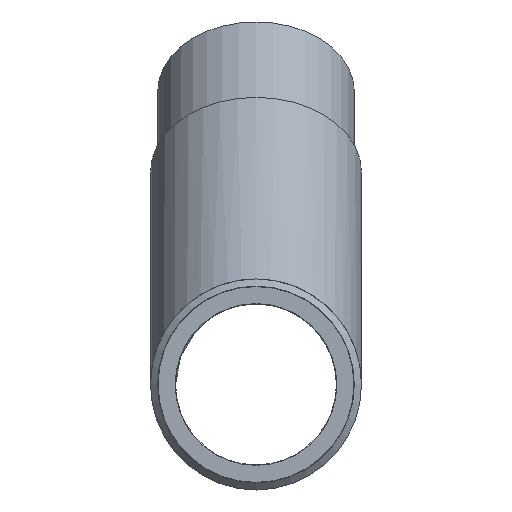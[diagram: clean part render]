
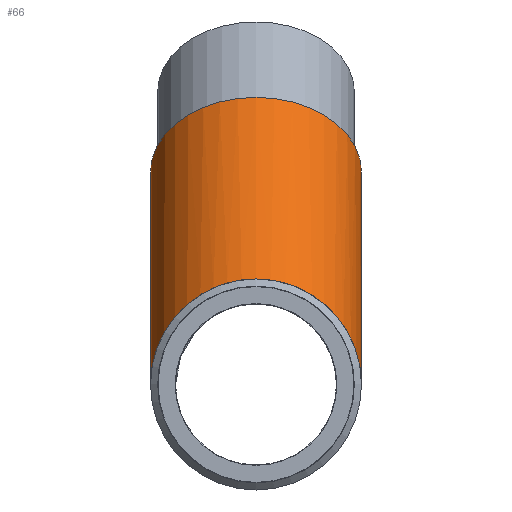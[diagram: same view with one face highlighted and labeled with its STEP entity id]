
A CAD part, left-side view. The second image highlights one B-rep face of the part: STEP entity #66.
In plain terms, the highlighted cylindrical face has radius 120.708 mm (diameter 241.416 mm), a full revolution.
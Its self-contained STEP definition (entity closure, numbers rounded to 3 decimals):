
#66 = ADVANCED_FACE( '', ( #145, #146 ), #147, .T. );
#145 = FACE_OUTER_BOUND( '', #226, .T. );
#146 = FACE_OUTER_BOUND( '', #227, .T. );
#147 = CYLINDRICAL_SURFACE( '', #228, 120.708 );
#226 = EDGE_LOOP( '', ( #327 ) );
#227 = EDGE_LOOP( '', ( #328, #329 ) );
#228 = AXIS2_PLACEMENT_3D( '', #330, #331, #332 );
#327 = ORIENTED_EDGE( '', *, *, #371, .F. );
#328 = ORIENTED_EDGE( '', *, *, #367, .T. );
#329 = ORIENTED_EDGE( '', *, *, #366, .T. );
#330 = CARTESIAN_POINT( '', ( 541.169, 0., 335.169 ) );
#331 = DIRECTION( '', ( -0.707, 0., -0.707 ) );
#332 = DIRECTION( '', ( 0.707, 0., -0.707 ) );
#366 = EDGE_CURVE( '', #406, #407, #408, .T. );
#367 = EDGE_CURVE( '', #407, #406, #409, .F. );
#371 = EDGE_CURVE( '', #415, #415, #416, .T. );
#406 = VERTEX_POINT( '', #466 );
#407 = VERTEX_POINT( '', #467 );
#408 = ELLIPSE( '', #468, 130.654, 120.708 );
#409 = ELLIPSE( '', #469, 315.426, 120.708 );
#415 = VERTEX_POINT( '', #475 );
#416 = CIRCLE( '', #476, 120.708 );
#466 = CARTESIAN_POINT( '', ( 206., 120.708, 0. ) );
#467 = CARTESIAN_POINT( '', ( 206., -120.708, 0. ) );
#468 = AXIS2_PLACEMENT_3D( '', #526, #527, #528 );
#469 = AXIS2_PLACEMENT_3D( '', #529, #530, #531 );
#475 = CARTESIAN_POINT( '', ( 534.451, 0., 157.744 ) );
#476 = AXIS2_PLACEMENT_3D( '', #538, #539, #540 );
#526 = CARTESIAN_POINT( '', ( 206., 0., 0. ) );
#527 = DIRECTION( '', ( 0.924, 0., 0.383 ) );
#528 = DIRECTION( '', ( 0.383, 0., -0.924 ) );
#529 = CARTESIAN_POINT( '', ( 206., 0., 0. ) );
#530 = DIRECTION( '', ( 0.383, 0., -0.924 ) );
#531 = DIRECTION( '', ( 0.924, 0., 0.383 ) );
#538 = CARTESIAN_POINT( '', ( 449.098, 0., 243.098 ) );
#539 = DIRECTION( '', ( 0.707, 0., 0.707 ) );
#540 = DIRECTION( '', ( 0.707, 0., -0.707 ) );
